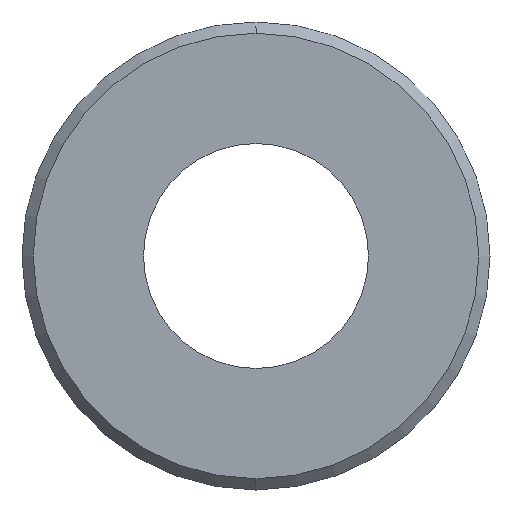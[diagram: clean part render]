
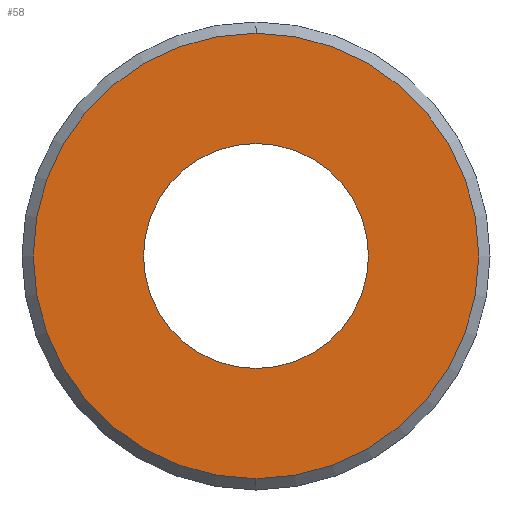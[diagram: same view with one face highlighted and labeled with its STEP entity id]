
A CAD part, front view. The second image highlights one B-rep face of the part: STEP entity #58.
In plain terms, the highlighted planar face has unit normal (0, -1, 0).
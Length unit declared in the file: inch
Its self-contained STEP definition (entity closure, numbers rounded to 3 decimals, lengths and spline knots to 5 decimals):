
#1 = DIRECTION ( 'NONE',  ( 0., 1., 0. ) ) ;
#31 = VERTEX_POINT ( 'NONE', #117 ) ;
#52 = CARTESIAN_POINT ( 'NONE',  ( 0., 0., 0. ) ) ;
#55 = CARTESIAN_POINT ( 'NONE',  ( 0., 0., 0. ) ) ;
#56 = AXIS2_PLACEMENT_3D ( 'NONE', #52, #126, #187 ) ;
#58 = ADVANCED_FACE ( 'NONE', ( #115, #121 ), #245, .T. ) ;
#80 = CARTESIAN_POINT ( 'NONE',  ( 0., 0., -0.495 ) ) ;
#91 = CARTESIAN_POINT ( 'NONE',  ( 0., 0., 0. ) ) ;
#97 = EDGE_CURVE ( 'NONE', #31, #215, #356, .T. ) ;
#106 = DIRECTION ( 'NONE',  ( 0., 1., 0. ) ) ;
#115 = FACE_OUTER_BOUND ( 'NONE', #309, .T. ) ;
#117 = CARTESIAN_POINT ( 'NONE',  ( 0., 0., 0.495 ) ) ;
#121 = FACE_BOUND ( 'NONE', #207, .T. ) ;
#126 = DIRECTION ( 'NONE',  ( 0., 1., 0. ) ) ;
#147 = ORIENTED_EDGE ( 'NONE', *, *, #240, .T. ) ;
#182 = CARTESIAN_POINT ( 'NONE',  ( -0.25, 0., 0. ) ) ;
#184 = AXIS2_PLACEMENT_3D ( 'NONE', #358, #106, #204 ) ;
#185 = VERTEX_POINT ( 'NONE', #361 ) ;
#187 = DIRECTION ( 'NONE',  ( -1., 0., 0. ) ) ;
#194 = AXIS2_PLACEMENT_3D ( 'NONE', #327, #1, #275 ) ;
#203 = AXIS2_PLACEMENT_3D ( 'NONE', #91, #248, #220 ) ;
#204 = DIRECTION ( 'NONE',  ( 0., 0., -1. ) ) ;
#207 = EDGE_LOOP ( 'NONE', ( #147, #302 ) ) ;
#215 = VERTEX_POINT ( 'NONE', #80 ) ;
#220 = DIRECTION ( 'NONE',  ( 0., 0., -1. ) ) ;
#227 = CIRCLE ( 'NONE', #203, 0.495 ) ;
#229 = DIRECTION ( 'NONE',  ( 0., 0., -1. ) ) ;
#236 = CIRCLE ( 'NONE', #194, 0.25 ) ;
#240 = EDGE_CURVE ( 'NONE', #185, #306, #236, .T. ) ;
#245 = PLANE ( 'NONE',  #260 ) ;
#248 = DIRECTION ( 'NONE',  ( 0., 1., 0. ) ) ;
#260 = AXIS2_PLACEMENT_3D ( 'NONE', #55, #296, #229 ) ;
#275 = DIRECTION ( 'NONE',  ( -1., 0., 0. ) ) ;
#296 = DIRECTION ( 'NONE',  ( 0., -1., 0. ) ) ;
#302 = ORIENTED_EDGE ( 'NONE', *, *, #443, .T. ) ;
#303 = CIRCLE ( 'NONE', #56, 0.25 ) ;
#306 = VERTEX_POINT ( 'NONE', #182 ) ;
#309 = EDGE_LOOP ( 'NONE', ( #344, #423 ) ) ;
#327 = CARTESIAN_POINT ( 'NONE',  ( 0., 0., 0. ) ) ;
#344 = ORIENTED_EDGE ( 'NONE', *, *, #97, .F. ) ;
#356 = CIRCLE ( 'NONE', #184, 0.495 ) ;
#358 = CARTESIAN_POINT ( 'NONE',  ( 0., 0., 0. ) ) ;
#361 = CARTESIAN_POINT ( 'NONE',  ( 0.25, 0., 0. ) ) ;
#380 = EDGE_CURVE ( 'NONE', #215, #31, #227, .T. ) ;
#423 = ORIENTED_EDGE ( 'NONE', *, *, #380, .F. ) ;
#443 = EDGE_CURVE ( 'NONE', #306, #185, #303, .T. ) ;
